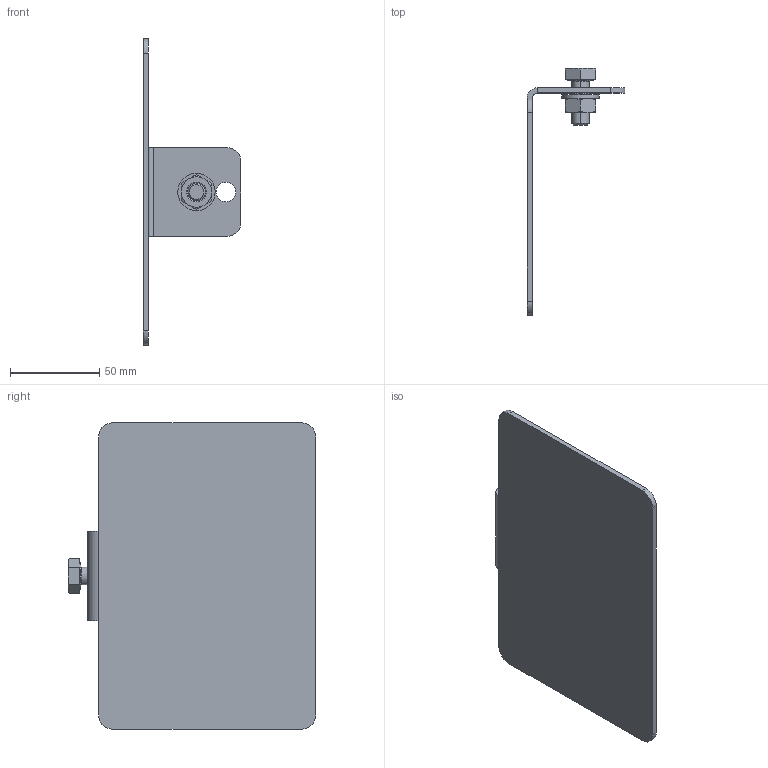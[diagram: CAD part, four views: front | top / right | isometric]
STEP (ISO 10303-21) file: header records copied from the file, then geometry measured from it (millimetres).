
FILE_DESCRIPTION (( 'STEP AP203' ), '1' );
FILE_NAME ('0174500001.STEP', '2026-02-18T13:04:58', ( '' ), ( '' ), 'SwSTEP 2.0', 'SolidWorks 2022', '' );
FILE_SCHEMA (( 'CONFIG_CONTROL_DESIGN' ));
Length unit declared in the file: millimetre
Products named in the file (1): 0174500001
Bounding box: 55 x 139 x 172 mm (x, y, z)
Volume: 76124.9 mm3; surface area: 52603.6 mm2
Topology: 4 solids, 4 shells, 83 faces, 184 edges, 111 vertices
Faces by surface type: plane 34, cone 27, cylinder 20, torus 2
Entity records: 2482 total; most frequent: CARTESIAN_POINT 575, DIRECTION 389, ORIENTED_EDGE 368, EDGE_CURVE 184, AXIS2_PLACEMENT_3D 157, VERTEX_POINT 111, EDGE_LOOP 93, FACE_OUTER_BOUND 83
